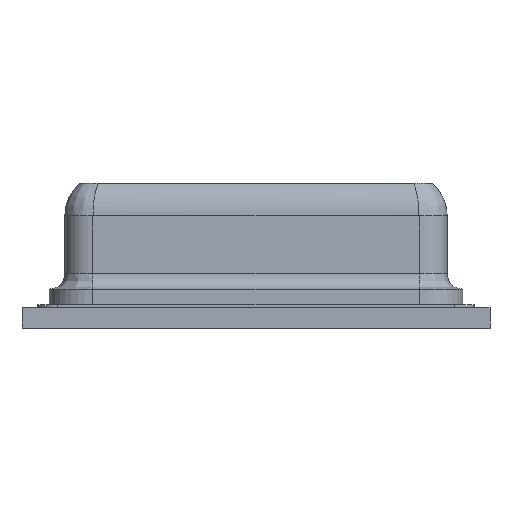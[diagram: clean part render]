
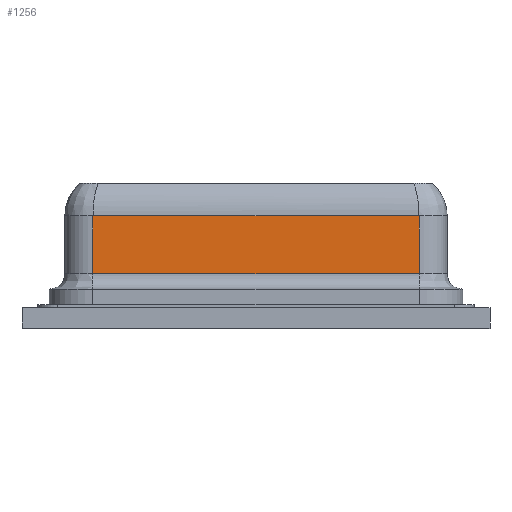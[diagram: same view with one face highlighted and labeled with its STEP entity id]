
A CAD part, top view. The second image highlights one B-rep face of the part: STEP entity #1256.
In plain terms, the highlighted planar face has unit normal (0, 0, 1).
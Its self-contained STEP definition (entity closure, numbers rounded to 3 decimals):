
#330 = VECTOR ( 'NONE', #3999, 1000. ) ;
#552 = EDGE_CURVE ( 'NONE', #4553, #747, #926, .T. ) ;
#604 = ORIENTED_EDGE ( 'NONE', *, *, #2966, .F. ) ;
#698 = CARTESIAN_POINT ( 'NONE',  ( -1.045, 0.35, 1.225 ) ) ;
#747 = VERTEX_POINT ( 'NONE', #824 ) ;
#776 = LINE ( 'NONE', #698, #2763 ) ;
#824 = CARTESIAN_POINT ( 'NONE',  ( 1.045, 0.35, 1.225 ) ) ;
#926 = LINE ( 'NONE', #5032, #3040 ) ;
#1048 = PLANE ( 'NONE',  #4171 ) ;
#1114 = ORIENTED_EDGE ( 'NONE', *, *, #3134, .F. ) ;
#1215 = CARTESIAN_POINT ( 'NONE',  ( -1.045, 0.72, 1.225 ) ) ;
#1236 = VERTEX_POINT ( 'NONE', #5043 ) ;
#1256 = ADVANCED_FACE ( 'NONE', ( #2028 ), #1048, .F. ) ;
#1382 = EDGE_CURVE ( 'NONE', #2109, #4553, #3539, .T. ) ;
#1686 = DIRECTION ( 'NONE',  ( 0., 1., 0. ) ) ;
#1782 = DIRECTION ( 'NONE',  ( 0., 0., -1. ) ) ;
#2028 = FACE_OUTER_BOUND ( 'NONE', #5129, .T. ) ;
#2109 = VERTEX_POINT ( 'NONE', #1215 ) ;
#2387 = VECTOR ( 'NONE', #1686, 1000. ) ;
#2763 = VECTOR ( 'NONE', #5193, 1000. ) ;
#2966 = EDGE_CURVE ( 'NONE', #747, #1236, #776, .T. ) ;
#3040 = VECTOR ( 'NONE', #5218, 1000. ) ;
#3134 = EDGE_CURVE ( 'NONE', #1236, #2109, #3464, .T. ) ;
#3464 = LINE ( 'NONE', #4540, #2387 ) ;
#3539 = LINE ( 'NONE', #4088, #330 ) ;
#3599 = DIRECTION ( 'NONE',  ( -1., 0., 0. ) ) ;
#3673 = CARTESIAN_POINT ( 'NONE',  ( 1.045, 0.72, 1.225 ) ) ;
#3749 = ORIENTED_EDGE ( 'NONE', *, *, #552, .F. ) ;
#3999 = DIRECTION ( 'NONE',  ( 1., 0., 0. ) ) ;
#4088 = CARTESIAN_POINT ( 'NONE',  ( 0., 0.72, 1.225 ) ) ;
#4107 = ORIENTED_EDGE ( 'NONE', *, *, #1382, .F. ) ;
#4171 = AXIS2_PLACEMENT_3D ( 'NONE', #5106, #1782, #3599 ) ;
#4540 = CARTESIAN_POINT ( 'NONE',  ( -1.045, 5.465, 1.225 ) ) ;
#4553 = VERTEX_POINT ( 'NONE', #3673 ) ;
#5032 = CARTESIAN_POINT ( 'NONE',  ( 1.045, 5.465, 1.225 ) ) ;
#5043 = CARTESIAN_POINT ( 'NONE',  ( -1.045, 0.35, 1.225 ) ) ;
#5106 = CARTESIAN_POINT ( 'NONE',  ( -1.045, 5.465, 1.225 ) ) ;
#5129 = EDGE_LOOP ( 'NONE', ( #604, #3749, #4107, #1114 ) ) ;
#5193 = DIRECTION ( 'NONE',  ( -1., 0., 0. ) ) ;
#5218 = DIRECTION ( 'NONE',  ( 0., -1., 0. ) ) ;
